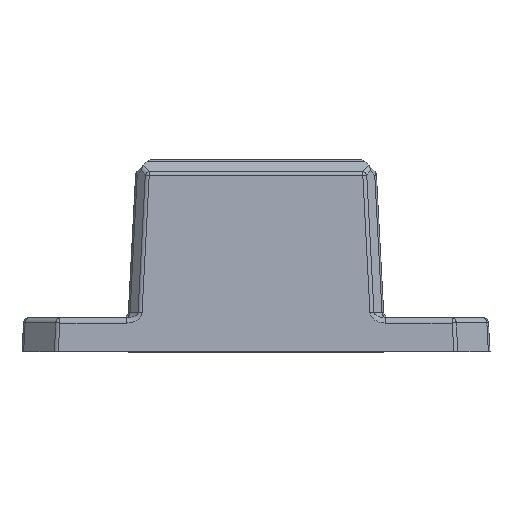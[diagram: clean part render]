
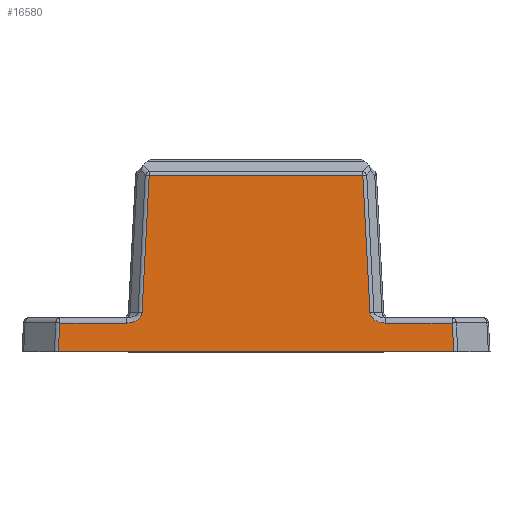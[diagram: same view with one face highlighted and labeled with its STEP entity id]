
A CAD part, top view. The second image highlights one B-rep face of the part: STEP entity #16580.
In plain terms, the highlighted planar face has unit normal (0, 0.052, 0.999).
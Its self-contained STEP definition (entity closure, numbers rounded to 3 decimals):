
#261 = CARTESIAN_POINT ( 'NONE',  ( -10.69, -10.974, 7.368 ) ) ;
#1381 = VECTOR ( 'NONE', #24563, 1000. ) ;
#1551 = ORIENTED_EDGE ( 'NONE', *, *, #46466, .T. ) ;
#2565 = CARTESIAN_POINT ( 'NONE',  ( 17.459, -11.986, 7.421 ) ) ;
#2893 = EDGE_LOOP ( 'NONE', ( #40799, #45444, #24595, #39967, #15691, #47083, #1551, #10430, #38681, #22960 ) ) ;
#3006 = LINE ( 'NONE', #21468, #4620 ) ;
#3058 = EDGE_CURVE ( 'NONE', #21817, #38512, #28142, .T. ) ;
#4300 = CARTESIAN_POINT ( 'NONE',  ( 10.137, -10.598, 7.348 ) ) ;
#4348 = EDGE_CURVE ( 'NONE', #35088, #21817, #10151, .T. ) ;
#4498 = VECTOR ( 'NONE', #19364, 1000. ) ;
#4612 = VECTOR ( 'NONE', #30969, 1000. ) ;
#4620 = VECTOR ( 'NONE', #21931, 1000. ) ;
#5378 = VECTOR ( 'NONE', #28660, 1000. ) ;
#5537 = FACE_OUTER_BOUND ( 'NONE', #2893, .T. ) ;
#6296 = CARTESIAN_POINT ( 'NONE',  ( -11.472, -10.974, 7.368 ) ) ;
#7436 = CARTESIAN_POINT ( 'NONE',  ( -10.137, -10.598, 7.348 ) ) ;
#8356 = LINE ( 'NONE', #40674, #4498 ) ;
#9448 = VERTEX_POINT ( 'NONE', #42452 ) ;
#9519 = LINE ( 'NONE', #43460, #42082 ) ;
#9606 = PLANE ( 'NONE',  #29510 ) ;
#9920 = CARTESIAN_POINT ( 'NONE',  ( 10.23, -12.364, 7.44 ) ) ;
#10151 = LINE ( 'NONE', #9920, #19067 ) ;
#10430 = ORIENTED_EDGE ( 'NONE', *, *, #29960, .F. ) ;
#12102 = CARTESIAN_POINT ( 'NONE',  ( 9.47, 2.138, 6.68 ) ) ;
#12295 =( BOUNDED_CURVE ( )  B_SPLINE_CURVE ( 3, ( #22053, #261, #7436, #36404 ),
 .UNSPECIFIED., .F., .F. ) 
 B_SPLINE_CURVE_WITH_KNOTS ( ( 4, 4 ),
 ( 1.645, 3.141 ),
 .UNSPECIFIED. ) 
 CURVE ( )  GEOMETRIC_REPRESENTATION_ITEM ( )  RATIONAL_B_SPLINE_CURVE ( ( 1., 0.822, 0.822, 1. ) ) 
 REPRESENTATION_ITEM ( '' )  );
#12921 = CARTESIAN_POINT ( 'NONE',  ( -17.399, -10.974, 7.368 ) ) ;
#13777 = CARTESIAN_POINT ( 'NONE',  ( -11.5, 2.138, 6.68 ) ) ;
#14874 = CARTESIAN_POINT ( 'NONE',  ( 10.69, -10.974, 7.368 ) ) ;
#15691 = ORIENTED_EDGE ( 'NONE', *, *, #4348, .T. ) ;
#16580 = ADVANCED_FACE ( 'NONE', ( #5537 ), #9606, .T. ) ;
#16790 = DIRECTION ( 'NONE',  ( 0., -0.999, 0.052 ) ) ;
#17659 = VERTEX_POINT ( 'NONE', #22337 ) ;
#19067 = VECTOR ( 'NONE', #39807, 1000. ) ;
#19364 = DIRECTION ( 'NONE',  ( 1., 0., 0. ) ) ;
#21212 = LINE ( 'NONE', #43458, #5378 ) ;
#21468 = CARTESIAN_POINT ( 'NONE',  ( 10.339, -10.974, 7.368 ) ) ;
#21659 = VECTOR ( 'NONE', #31577, 1000. ) ;
#21817 = VERTEX_POINT ( 'NONE', #12102 ) ;
#21931 = DIRECTION ( 'NONE',  ( -1., 0., 0. ) ) ;
#22053 = CARTESIAN_POINT ( 'NONE',  ( -11.472, -10.974, 7.368 ) ) ;
#22181 = DIRECTION ( 'NONE',  ( -0.052, -0.997, 0.052 ) ) ;
#22337 = CARTESIAN_POINT ( 'NONE',  ( -10.108, -10.048, 7.319 ) ) ;
#22960 = ORIENTED_EDGE ( 'NONE', *, *, #34648, .T. ) ;
#24249 = CARTESIAN_POINT ( 'NONE',  ( -10.293, -13.563, 7.503 ) ) ;
#24503 = LINE ( 'NONE', #24249, #4612 ) ;
#24563 = DIRECTION ( 'NONE',  ( -1., 0., 0. ) ) ;
#24595 = ORIENTED_EDGE ( 'NONE', *, *, #29187, .T. ) ;
#25285 = VERTEX_POINT ( 'NONE', #6296 ) ;
#27579 = DIRECTION ( 'NONE',  ( 0., 0.052, 0.999 ) ) ;
#28142 = LINE ( 'NONE', #13777, #1381 ) ;
#28660 = DIRECTION ( 'NONE',  ( -1., 0., 0. ) ) ;
#28888 = VERTEX_POINT ( 'NONE', #39514 ) ;
#29187 = EDGE_CURVE ( 'NONE', #28888, #30362, #3006, .T. ) ;
#29198 = EDGE_CURVE ( 'NONE', #25285, #32338, #21212, .T. ) ;
#29287 = CARTESIAN_POINT ( 'NONE',  ( 10.108, -10.048, 7.319 ) ) ;
#29510 = AXIS2_PLACEMENT_3D ( 'NONE', #37862, #27579, #16790 ) ;
#29960 = EDGE_CURVE ( 'NONE', #25285, #17659, #12295, .T. ) ;
#29976 = CARTESIAN_POINT ( 'NONE',  ( -9.47, 2.138, 6.68 ) ) ;
#30239 = CARTESIAN_POINT ( 'NONE',  ( 17.539, -13.5, 7.5 ) ) ;
#30362 = VERTEX_POINT ( 'NONE', #45429 ) ;
#30969 = DIRECTION ( 'NONE',  ( -0.052, -0.997, 0.052 ) ) ;
#31577 = DIRECTION ( 'NONE',  ( -0.052, 0.997, -0.052 ) ) ;
#31790 = LINE ( 'NONE', #2565, #21659 ) ;
#32338 = VERTEX_POINT ( 'NONE', #12921 ) ;
#34648 = EDGE_CURVE ( 'NONE', #32338, #9448, #9519, .T. ) ;
#35088 = VERTEX_POINT ( 'NONE', #29287 ) ;
#36404 = CARTESIAN_POINT ( 'NONE',  ( -10.108, -10.048, 7.319 ) ) ;
#36648 = CARTESIAN_POINT ( 'NONE',  ( 10.108, -10.048, 7.319 ) ) ;
#37040 = VERTEX_POINT ( 'NONE', #30239 ) ;
#37862 = CARTESIAN_POINT ( 'NONE',  ( -11.5, -13.5, 7.5 ) ) ;
#38512 = VERTEX_POINT ( 'NONE', #29976 ) ;
#38681 = ORIENTED_EDGE ( 'NONE', *, *, #29198, .T. ) ;
#39514 = CARTESIAN_POINT ( 'NONE',  ( 17.406, -10.974, 7.368 ) ) ;
#39807 = DIRECTION ( 'NONE',  ( -0.052, 0.997, -0.052 ) ) ;
#39967 = ORIENTED_EDGE ( 'NONE', *, *, #41400, .F. ) ;
#40674 = CARTESIAN_POINT ( 'NONE',  ( -11.5, -13.5, 7.5 ) ) ;
#40799 = ORIENTED_EDGE ( 'NONE', *, *, #44002, .T. ) ;
#40893 = EDGE_CURVE ( 'NONE', #37040, #28888, #31790, .T. ) ;
#41400 = EDGE_CURVE ( 'NONE', #35088, #30362, #42957, .T. ) ;
#42082 = VECTOR ( 'NONE', #22181, 1000. ) ;
#42452 = CARTESIAN_POINT ( 'NONE',  ( -17.531, -13.5, 7.5 ) ) ;
#42957 =( BOUNDED_CURVE ( )  B_SPLINE_CURVE ( 3, ( #36648, #4300, #14874, #44532 ),
 .UNSPECIFIED., .F., .F. ) 
 B_SPLINE_CURVE_WITH_KNOTS ( ( 4, 4 ),
 ( 3.142, 4.639 ),
 .UNSPECIFIED. ) 
 CURVE ( )  GEOMETRIC_REPRESENTATION_ITEM ( )  RATIONAL_B_SPLINE_CURVE ( ( 1., 0.822, 0.822, 1. ) ) 
 REPRESENTATION_ITEM ( '' )  );
#43458 = CARTESIAN_POINT ( 'NONE',  ( -11.5, -10.974, 7.368 ) ) ;
#43460 = CARTESIAN_POINT ( 'NONE',  ( -17.515, -13.186, 7.484 ) ) ;
#44002 = EDGE_CURVE ( 'NONE', #9448, #37040, #8356, .T. ) ;
#44532 = CARTESIAN_POINT ( 'NONE',  ( 11.472, -10.974, 7.368 ) ) ;
#45429 = CARTESIAN_POINT ( 'NONE',  ( 11.472, -10.974, 7.368 ) ) ;
#45444 = ORIENTED_EDGE ( 'NONE', *, *, #40893, .T. ) ;
#46466 = EDGE_CURVE ( 'NONE', #38512, #17659, #24503, .T. ) ;
#47083 = ORIENTED_EDGE ( 'NONE', *, *, #3058, .T. ) ;
